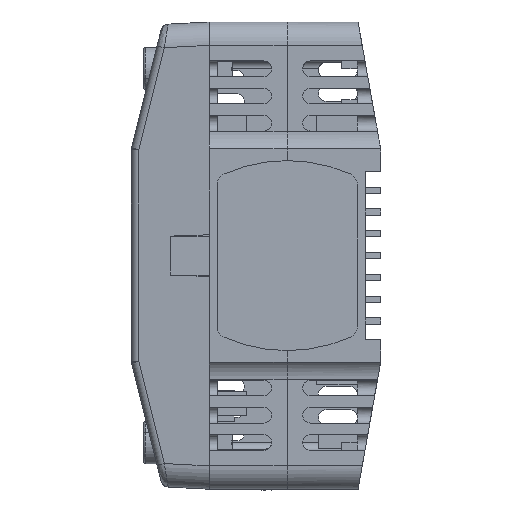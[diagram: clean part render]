
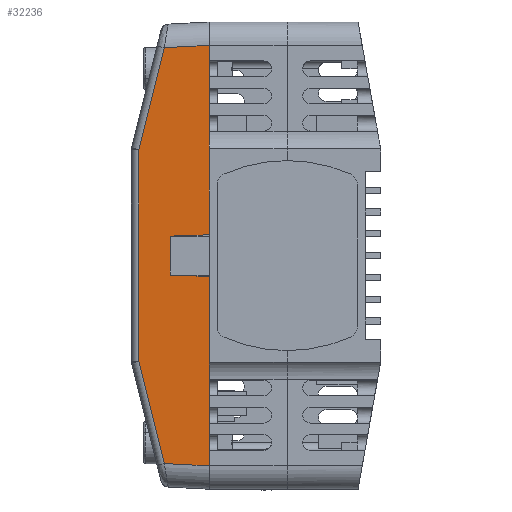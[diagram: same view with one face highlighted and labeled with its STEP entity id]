
A CAD part, left-side view. The second image highlights one B-rep face of the part: STEP entity #32236.
In plain terms, the highlighted planar face has unit normal (-0.999, 0.052, 0).
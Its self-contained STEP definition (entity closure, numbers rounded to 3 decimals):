
#1869 = ORIENTED_EDGE ( 'NONE', *, *, #58380, .T. ) ;
#1968 = VECTOR ( 'NONE', #12223, 1000. ) ;
#2239 = LINE ( 'NONE', #9864, #16463 ) ;
#2710 = CARTESIAN_POINT ( 'NONE',  ( -116.082, 29.052, -13.7 ) ) ;
#3839 = LINE ( 'NONE', #2710, #16394 ) ;
#4547 = LINE ( 'NONE', #38034, #47206 ) ;
#4788 = CARTESIAN_POINT ( 'NONE',  ( -116.556, 20., -2.675 ) ) ;
#5447 = CARTESIAN_POINT ( 'NONE',  ( -116.564, 19.844, -27.012 ) ) ;
#6000 = DIRECTION ( 'NONE',  ( 0., 0., 1. ) ) ;
#6594 = DIRECTION ( 'NONE',  ( 0., 0., 1. ) ) ;
#7166 = LINE ( 'NONE', #12609, #8862 ) ;
#8862 = VECTOR ( 'NONE', #55392, 1000. ) ;
#9864 = CARTESIAN_POINT ( 'NONE',  ( -116.294, 25., -30. ) ) ;
#10804 = VECTOR ( 'NONE', #19186, 1000. ) ;
#11286 = CARTESIAN_POINT ( 'NONE',  ( -116.294, 25., 2.5 ) ) ;
#12223 = DIRECTION ( 'NONE',  ( 0.052, 0.998, 0.035 ) ) ;
#12561 = ORIENTED_EDGE ( 'NONE', *, *, #17375, .T. ) ;
#12609 = CARTESIAN_POINT ( 'NONE',  ( -116.496, 21.137, 2.635 ) ) ;
#13821 = VERTEX_POINT ( 'NONE', #11286 ) ;
#13939 = EDGE_CURVE ( 'NONE', #37119, #59827, #30405, .T. ) ;
#15326 = LINE ( 'NONE', #5447, #56332 ) ;
#16394 = VECTOR ( 'NONE', #61663, 1000. ) ;
#16463 = VECTOR ( 'NONE', #47009, 1000. ) ;
#16745 = DIRECTION ( 'NONE',  ( -0.999, 0.052, 0. ) ) ;
#17250 = CARTESIAN_POINT ( 'NONE',  ( -116.082, 29.052, -13.577 ) ) ;
#17375 = EDGE_CURVE ( 'NONE', #52793, #48202, #33388, .T. ) ;
#17469 = VECTOR ( 'NONE', #31442, 1000. ) ;
#18177 = VERTEX_POINT ( 'NONE', #62326 ) ;
#18759 = CARTESIAN_POINT ( 'NONE',  ( -116.4, 22.971, 26.848 ) ) ;
#19010 = EDGE_CURVE ( 'NONE', #13821, #49325, #7166, .T. ) ;
#19186 = DIRECTION ( 'NONE',  ( -0.013, -0.242, -0.97 ) ) ;
#21255 = FACE_OUTER_BOUND ( 'NONE', #65298, .T. ) ;
#22377 = VERTEX_POINT ( 'NONE', #17250 ) ;
#22884 = ORIENTED_EDGE ( 'NONE', *, *, #13939, .T. ) ;
#23653 = EDGE_CURVE ( 'NONE', #22377, #26939, #25030, .T. ) ;
#25030 = LINE ( 'NONE', #51245, #10804 ) ;
#26939 = VERTEX_POINT ( 'NONE', #53134 ) ;
#28249 = VECTOR ( 'NONE', #6594, 1000. ) ;
#30405 = LINE ( 'NONE', #49608, #1968 ) ;
#31442 = DIRECTION ( 'NONE',  ( 0.013, 0.242, -0.97 ) ) ;
#32236 = ADVANCED_FACE ( 'NONE', ( #21255 ), #38008, .T. ) ;
#32339 = DIRECTION ( 'NONE',  ( -0.052, -0.997, -0.052 ) ) ;
#33388 = LINE ( 'NONE', #41964, #17469 ) ;
#34756 = ORIENTED_EDGE ( 'NONE', *, *, #19010, .T. ) ;
#35826 = EDGE_CURVE ( 'NONE', #18177, #52793, #37582, .T. ) ;
#37119 = VERTEX_POINT ( 'NONE', #4788 ) ;
#37582 = LINE ( 'NONE', #18759, #50172 ) ;
#38008 = PLANE ( 'NONE',  #49735 ) ;
#38034 = CARTESIAN_POINT ( 'NONE',  ( -116.556, 20., -30. ) ) ;
#38496 = CARTESIAN_POINT ( 'NONE',  ( -116.294, 25., -2.5 ) ) ;
#38620 = CARTESIAN_POINT ( 'NONE',  ( -116.556, 20., -30. ) ) ;
#40027 = CARTESIAN_POINT ( 'NONE',  ( -116.253, 25.773, 26.702 ) ) ;
#41964 = CARTESIAN_POINT ( 'NONE',  ( -115.572, 38.767, -25.298 ) ) ;
#42664 = CARTESIAN_POINT ( 'NONE',  ( -116.556, 20., 2.675 ) ) ;
#42697 = ORIENTED_EDGE ( 'NONE', *, *, #23653, .T. ) ;
#43020 = ORIENTED_EDGE ( 'NONE', *, *, #46561, .T. ) ;
#44765 = EDGE_CURVE ( 'NONE', #49325, #18177, #60062, .T. ) ;
#46561 = EDGE_CURVE ( 'NONE', #66197, #37119, #4547, .T. ) ;
#47009 = DIRECTION ( 'NONE',  ( 0., 0., 1. ) ) ;
#47206 = VECTOR ( 'NONE', #6000, 1000. ) ;
#48202 = VERTEX_POINT ( 'NONE', #52893 ) ;
#49325 = VERTEX_POINT ( 'NONE', #42664 ) ;
#49608 = CARTESIAN_POINT ( 'NONE',  ( -116.606, 19.05, -2.708 ) ) ;
#49735 = AXIS2_PLACEMENT_3D ( 'NONE', #59330, #16745, #54158 ) ;
#50172 = VECTOR ( 'NONE', #56213, 1000. ) ;
#51245 = CARTESIAN_POINT ( 'NONE',  ( -116.25, 25.843, -26.419 ) ) ;
#52793 = VERTEX_POINT ( 'NONE', #40027 ) ;
#52893 = CARTESIAN_POINT ( 'NONE',  ( -116.082, 29.052, 13.577 ) ) ;
#53134 = CARTESIAN_POINT ( 'NONE',  ( -116.253, 25.773, -26.702 ) ) ;
#54158 = DIRECTION ( 'NONE',  ( -0.052, -0.999, 0. ) ) ;
#55392 = DIRECTION ( 'NONE',  ( -0.052, -0.998, 0.035 ) ) ;
#56213 = DIRECTION ( 'NONE',  ( 0.052, 0.997, -0.052 ) ) ;
#56332 = VECTOR ( 'NONE', #32339, 1000. ) ;
#57580 = ORIENTED_EDGE ( 'NONE', *, *, #35826, .T. ) ;
#58380 = EDGE_CURVE ( 'NONE', #48202, #22377, #3839, .T. ) ;
#59330 = CARTESIAN_POINT ( 'NONE',  ( -116.556, 20., -30. ) ) ;
#59827 = VERTEX_POINT ( 'NONE', #38496 ) ;
#60062 = LINE ( 'NONE', #38620, #28249 ) ;
#60233 = ORIENTED_EDGE ( 'NONE', *, *, #67553, .T. ) ;
#61312 = CARTESIAN_POINT ( 'NONE',  ( -116.556, 20., -27.004 ) ) ;
#61663 = DIRECTION ( 'NONE',  ( 0., 0., -1. ) ) ;
#62326 = CARTESIAN_POINT ( 'NONE',  ( -116.556, 20., 27.004 ) ) ;
#63683 = ORIENTED_EDGE ( 'NONE', *, *, #65461, .T. ) ;
#65298 = EDGE_LOOP ( 'NONE', ( #63683, #34756, #68019, #57580, #12561, #1869, #42697, #60233, #43020, #22884 ) ) ;
#65461 = EDGE_CURVE ( 'NONE', #59827, #13821, #2239, .T. ) ;
#66197 = VERTEX_POINT ( 'NONE', #61312 ) ;
#67553 = EDGE_CURVE ( 'NONE', #26939, #66197, #15326, .T. ) ;
#68019 = ORIENTED_EDGE ( 'NONE', *, *, #44765, .T. ) ;
